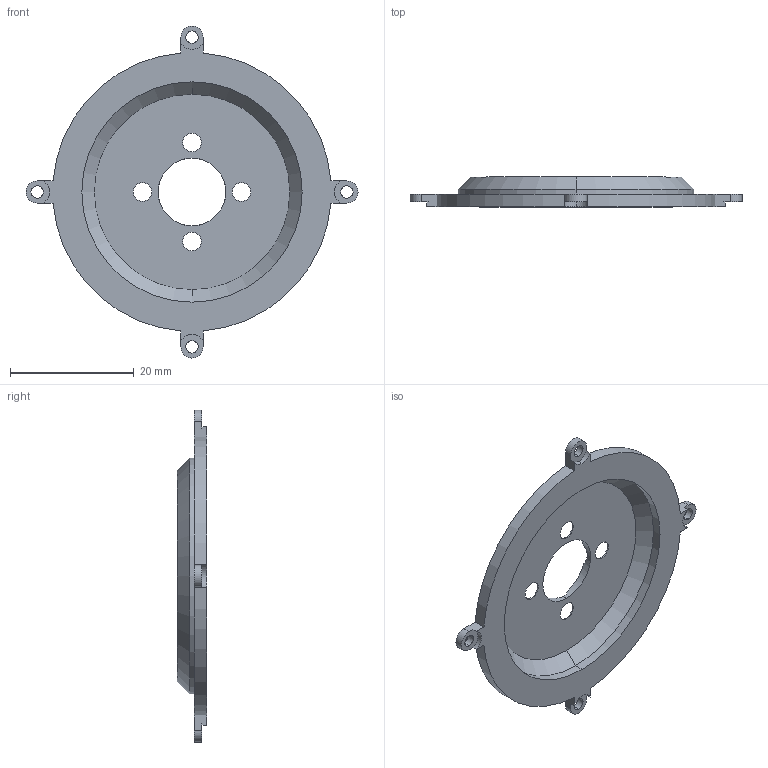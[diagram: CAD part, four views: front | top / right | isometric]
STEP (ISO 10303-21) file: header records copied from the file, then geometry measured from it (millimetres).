
FILE_DESCRIPTION (( 'STEP AP214' ), '1' );
FILE_NAME ('F萇儂俋褲蟀諉璃.STEP', '2024-08-04T15:30:19', ( '' ), ( '' ), 'SwSTEP 2.0', 'SolidWorks 2022', '' );
FILE_SCHEMA (( 'AUTOMOTIVE_DESIGN' ));
Length unit declared in the file: millimetre
Products named in the file (1): F电机外壳连接件
Bounding box: 53.6 x 4.8 x 53.6 mm (x, y, z)
Volume: 2711.4 mm3; surface area: 3894.2 mm2
Topology: 1 solids, 1 shells, 64 faces, 178 edges, 114 vertices
Faces by surface type: cylinder 36, plane 16, cone 12
Entity records: 2190 total; most frequent: CARTESIAN_POINT 411, DIRECTION 390, ORIENTED_EDGE 356, EDGE_CURVE 178, AXIS2_PLACEMENT_3D 153, VERTEX_POINT 114, CIRCLE 88, LINE 84
